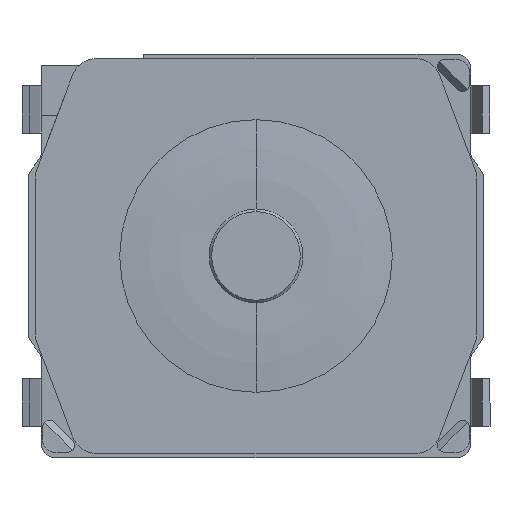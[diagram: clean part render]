
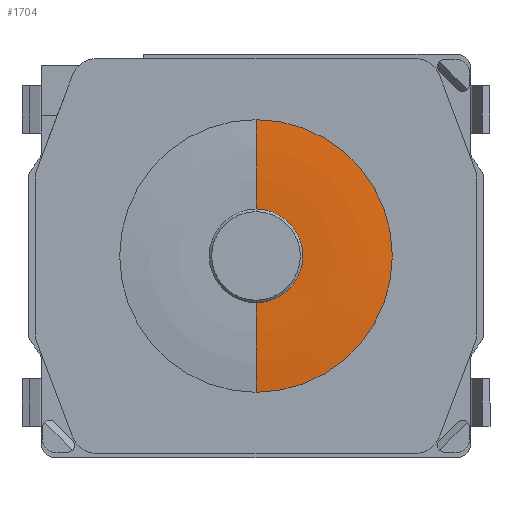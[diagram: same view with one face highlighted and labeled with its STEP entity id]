
A CAD part, top view. The second image highlights one B-rep face of the part: STEP entity #1704.
In plain terms, the highlighted toroidal (fillet/blend) face has major radius 0.517 mm and minor radius 4.725 mm.
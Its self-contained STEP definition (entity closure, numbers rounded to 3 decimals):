
#1704 = ADVANCED_FACE ( 'NONE', ( #6758 ), #6669, .T. ) ;
#1705 = EDGE_LOOP ( 'NONE', ( #1706, #1710, #1886, #1889 ) ) ;
#1706 = ORIENTED_EDGE ( 'NONE', *, *, #1707, .T. ) ;
#1707 = EDGE_CURVE ( 'NONE', #1708, #1709, #6665, .T. ) ;
#1708 = VERTEX_POINT ( 'NONE', #6660 ) ;
#1709 = VERTEX_POINT ( 'NONE', #6659 ) ;
#1710 = ORIENTED_EDGE ( 'NONE', *, *, #1711, .T. ) ;
#1711 = EDGE_CURVE ( 'NONE', #1709, #1862, #6880, .T. ) ;
#1862 = VERTEX_POINT ( 'NONE', #6897 ) ;
#1886 = ORIENTED_EDGE ( 'NONE', *, *, #1887, .F. ) ;
#1887 = EDGE_CURVE ( 'NONE', #1888, #1862, #6965, .T. ) ;
#1888 = VERTEX_POINT ( 'NONE', #6960 ) ;
#1889 = ORIENTED_EDGE ( 'NONE', *, *, #1890, .F. ) ;
#1890 = EDGE_CURVE ( 'NONE', #1708, #1888, #6958, .T. ) ;
#6659 = CARTESIAN_POINT ( 'NONE',  ( 0., 0.311, 0.343 ) ) ;
#6660 = CARTESIAN_POINT ( 'NONE',  ( 0., 0.311, -0.343 ) ) ;
#6661 = DIRECTION ( 'NONE',  ( 0., 0., -1. ) ) ;
#6662 = DIRECTION ( 'NONE',  ( 0., -1., 0. ) ) ;
#6663 = CARTESIAN_POINT ( 'NONE',  ( 0., 0.311, 0. ) ) ;
#6664 = AXIS2_PLACEMENT_3D ( 'NONE', #6663, #6662, #6661 ) ;
#6665 = CIRCLE ( 'NONE', #6664, 0.343 ) ;
#6666 = DIRECTION ( 'NONE',  ( 0., 0., -1. ) ) ;
#6667 = DIRECTION ( 'NONE',  ( 0., -1., 0. ) ) ;
#6668 = AXIS2_PLACEMENT_3D ( 'NONE', #6742, #6667, #6666 ) ;
#6669 = TOROIDAL_SURFACE ( 'NONE', #6668, 0.517, 4.725 ) ;
#6742 = CARTESIAN_POINT ( 'NONE',  ( 0., -4.41, 0. ) ) ;
#6758 = FACE_OUTER_BOUND ( 'NONE', #1705, .T. ) ;
#6880 = CIRCLE ( 'NONE', #6978, 4.725 ) ;
#6897 = CARTESIAN_POINT ( 'NONE',  ( 0., 0.29, 1. ) ) ;
#6954 = DIRECTION ( 'NONE',  ( 0., 0., 1. ) ) ;
#6955 = DIRECTION ( 'NONE',  ( -1., 0., 0. ) ) ;
#6956 = CARTESIAN_POINT ( 'NONE',  ( 0., -4.41, -0.517 ) ) ;
#6957 = AXIS2_PLACEMENT_3D ( 'NONE', #6956, #6955, #6954 ) ;
#6958 = CIRCLE ( 'NONE', #6957, 4.725 ) ;
#6960 = CARTESIAN_POINT ( 'NONE',  ( 0., 0.29, -1. ) ) ;
#6961 = DIRECTION ( 'NONE',  ( 0., 0., -1. ) ) ;
#6962 = DIRECTION ( 'NONE',  ( 0., -1., 0. ) ) ;
#6963 = CARTESIAN_POINT ( 'NONE',  ( 0., 0.29, 0. ) ) ;
#6964 = AXIS2_PLACEMENT_3D ( 'NONE', #6963, #6962, #6961 ) ;
#6965 = CIRCLE ( 'NONE', #6964, 1. ) ;
#6978 = AXIS2_PLACEMENT_3D ( 'NONE', #7039, #7038, #7037 ) ;
#7037 = DIRECTION ( 'NONE',  ( 0., 0., -1. ) ) ;
#7038 = DIRECTION ( 'NONE',  ( 1., 0., 0. ) ) ;
#7039 = CARTESIAN_POINT ( 'NONE',  ( 0., -4.41, 0.517 ) ) ;
